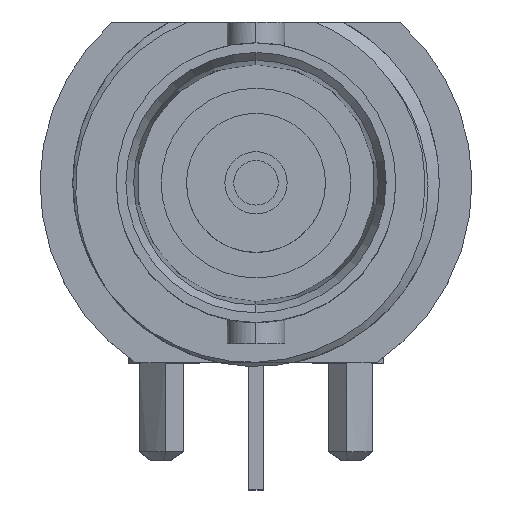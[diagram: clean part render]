
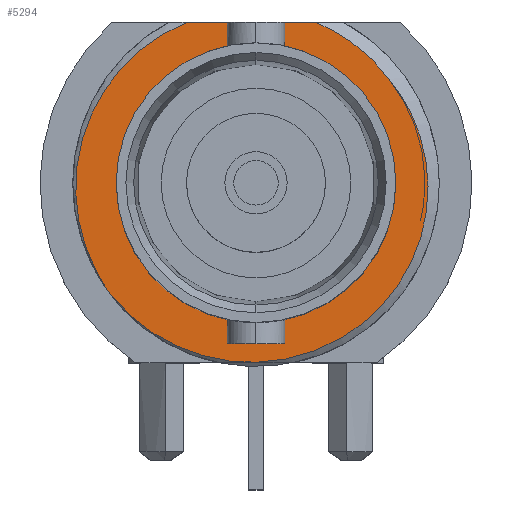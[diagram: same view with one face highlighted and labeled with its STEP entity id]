
A CAD part, top view. The second image highlights one B-rep face of the part: STEP entity #5294.
In plain terms, the highlighted planar face has unit normal (0, 0, 1).
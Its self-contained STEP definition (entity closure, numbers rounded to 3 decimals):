
#121=CARTESIAN_POINT('',(0.,0.,-10.67));
#122=DIRECTION('',(0.,0.,-1.));
#123=DIRECTION('',(0.,-1.,0.));
#124=AXIS2_PLACEMENT_3D('',#121,#122,#123);
#1120=DIRECTION('',(-1.,0.,0.));
#1121=VECTOR('',#1120,4.397);
#1122=CARTESIAN_POINT('',(2.04,5.51,-10.67));
#1123=LINE('',#1122,#1121);
#1124=CARTESIAN_POINT('',(4.564,3.562,-10.67));
#1125=CARTESIAN_POINT('',(4.441,3.729,-10.67));
#1126=CARTESIAN_POINT('',(4.179,4.047,-10.67));
#1127=CARTESIAN_POINT('',(3.742,4.475,-10.67));
#1128=CARTESIAN_POINT('',(3.259,4.859,-10.67));
#1129=CARTESIAN_POINT('',(2.707,5.208,-10.67));
#1130=CARTESIAN_POINT('',(2.273,5.417,-10.67));
#1131=CARTESIAN_POINT('',(2.04,5.51,-10.67));
#1133=CARTESIAN_POINT('',(-4.931,-3.88,-10.67));
#1134=CARTESIAN_POINT('',(-4.755,-4.094,-10.67));
#1135=CARTESIAN_POINT('',(-4.378,-4.492,-10.67));
#1136=CARTESIAN_POINT('',(-3.741,-5.01,-10.67));
#1137=CARTESIAN_POINT('',(-3.041,-5.44,-10.67));
#1138=CARTESIAN_POINT('',(-2.282,-5.778,-10.67));
#1139=CARTESIAN_POINT('',(-1.47,-6.013,-10.67));
#1140=CARTESIAN_POINT('',(-0.71,-6.128,-10.67));
#1141=CARTESIAN_POINT('',(0.088,-6.152,-10.67));
#1142=CARTESIAN_POINT('',(0.971,-6.056,-10.67));
#1143=CARTESIAN_POINT('',(1.879,-5.815,-10.67));
#1144=CARTESIAN_POINT('',(2.752,-5.431,-10.67));
#1145=CARTESIAN_POINT('',(3.575,-4.899,-10.67));
#1146=CARTESIAN_POINT('',(4.304,-4.236,-10.67));
#1147=CARTESIAN_POINT('',(4.905,-3.479,-10.67));
#1148=CARTESIAN_POINT('',(5.375,-2.641,-10.67));
#1149=CARTESIAN_POINT('',(5.705,-1.739,-10.67));
#1150=CARTESIAN_POINT('',(5.886,-0.791,-10.67));
#1151=CARTESIAN_POINT('',(5.911,0.156,-10.67));
#1152=CARTESIAN_POINT('',(5.787,1.09,-10.67));
#1153=CARTESIAN_POINT('',(5.519,1.981,-10.67));
#1154=CARTESIAN_POINT('',(5.114,2.818,-10.67));
#1155=CARTESIAN_POINT('',(4.762,3.323,-10.67));
#1156=CARTESIAN_POINT('',(4.564,3.562,-10.67));
#1158=CARTESIAN_POINT('',(-4.96,-3.844,
-10.67));
#1159=CARTESIAN_POINT('',(-4.956,-3.849,
-10.67));
#1160=CARTESIAN_POINT('',(-4.948,-3.861,
-10.67));
#1161=CARTESIAN_POINT('',(-4.937,-3.874,-10.67));
#1162=CARTESIAN_POINT('',(-4.931,-3.88,-10.67));
#1164=CARTESIAN_POINT('',(-2.357,5.51,-10.67));
#1165=CARTESIAN_POINT('',(-2.627,5.403,-10.67));
#1166=CARTESIAN_POINT('',(-3.146,5.151,
-10.67));
#1167=CARTESIAN_POINT('',(-3.871,4.661,
-10.67));
#1168=CARTESIAN_POINT('',(-4.516,4.072,
-10.67));
#1169=CARTESIAN_POINT('',(-5.066,3.402,
-10.67));
#1170=CARTESIAN_POINT('',(-5.517,2.66,
-10.67));
#1171=CARTESIAN_POINT('',(-5.862,1.85,
-10.67));
#1172=CARTESIAN_POINT('',(-6.09,0.99,
-10.67));
#1173=CARTESIAN_POINT('',(-6.19,0.116,
-10.67));
#1174=CARTESIAN_POINT('',(-6.167,-0.741,
-10.67));
#1175=CARTESIAN_POINT('',(-6.03,-1.573,
-10.67));
#1176=CARTESIAN_POINT('',(-5.784,-2.375,
-10.67));
#1177=CARTESIAN_POINT('',(-5.432,-3.137,
-10.67));
#1178=CARTESIAN_POINT('',(-5.13,-3.614,
-10.67));
#1179=CARTESIAN_POINT('',(-4.96,-3.844,
-10.67));
#1228=CARTESIAN_POINT('',(0.,0.,-10.67));
#1229=DIRECTION('',(0.,0.,-1.));
#1230=DIRECTION('',(0.,1.,0.));
#1231=AXIS2_PLACEMENT_3D('',#1228,#1229,#1230);
#2450=CARTESIAN_POINT('',(0.,-4.79,-10.67));
#2451=CARTESIAN_POINT('',(0.,4.79,-10.67));
#2452=VERTEX_POINT('',#2450);
#2453=VERTEX_POINT('',#2451);
#2454=VERTEX_POINT('',#1133);
#2455=VERTEX_POINT('',#1156);
#2468=CARTESIAN_POINT('',(2.04,5.51,-10.67));
#2469=CARTESIAN_POINT('',(-2.357,5.51,-10.67));
#2470=VERTEX_POINT('',#2468);
#2471=VERTEX_POINT('',#2469);
#2507=VERTEX_POINT('',#1179);
#5277=CARTESIAN_POINT('',(0.,0.,-10.67));
#5278=DIRECTION('',(0.,0.,1.));
#5279=DIRECTION('',(1.,0.,0.));
#5280=AXIS2_PLACEMENT_3D('',#5277,#5278,#5279);
#5281=PLANE('',#5280);
#5282=ORIENTED_EDGE('',*,*,#5184,.F.);
#5283=ORIENTED_EDGE('',*,*,#4228,.F.);
#5284=ORIENTED_EDGE('',*,*,#4999,.F.);
#5285=ORIENTED_EDGE('',*,*,#4997,.F.);
#5286=ORIENTED_EDGE('',*,*,#4539,.F.);
#5287=EDGE_LOOP('',(#5282,#5283,#5284,#5285,#5286));
#5288=FACE_OUTER_BOUND('',#5287,.F.);
#5289=ORIENTED_EDGE('',*,*,#2589,.F.);
#5291=ORIENTED_EDGE('',*,*,#5290,.F.);
#5292=EDGE_LOOP('',(#5289,#5291));
#5293=FACE_BOUND('',#5292,.F.);
#5294=ADVANCED_FACE('',(#5288,#5293),#5281,.T.);
#125=CIRCLE('',#124,4.79);
#1132=B_SPLINE_CURVE_WITH_KNOTS('',3,(#1124,#1125,#1126,#1127,#1128,#1129,#1130,
#1131),.UNSPECIFIED.,.F.,.F.,(4,1,1,1,1,4),(0.,0.2,0.4,0.6,0.8,1.),
.UNSPECIFIED.);
#1157=B_SPLINE_CURVE_WITH_KNOTS('',3,(#1133,#1134,#1135,#1136,#1137,#1138,#1139,
#1140,#1141,#1142,#1143,#1144,#1145,#1146,#1147,#1148,#1149,#1150,#1151,#1152,
#1153,#1154,#1155,#1156),.UNSPECIFIED.,.F.,.F.,(4,1,1,1,1,1,1,1,1,1,1,1,1,1,1,1,
1,1,1,1,1,4),(0.,0.048,0.095,0.143,
0.19,0.238,0.286,0.333,
0.381,0.429,0.476,0.524,
0.571,0.619,0.667,0.714,
0.762,0.81,0.857,0.905,
0.952,1.),.UNSPECIFIED.);
#1163=B_SPLINE_CURVE_WITH_KNOTS('',3,(#1158,#1159,#1160,#1161,#1162),
.UNSPECIFIED.,.F.,.F.,(4,1,4),(0.,0.5,1.),.UNSPECIFIED.);
#1180=B_SPLINE_CURVE_WITH_KNOTS('',3,(#1164,#1165,#1166,#1167,#1168,#1169,#1170,
#1171,#1172,#1173,#1174,#1175,#1176,#1177,#1178,#1179),.UNSPECIFIED.,.F.,.F.,(4,
1,1,1,1,1,1,1,1,1,1,1,1,4),(0.,0.077,0.154,
0.231,0.308,0.385,0.462,
0.538,0.615,0.692,0.769,
0.846,0.923,1.),.UNSPECIFIED.);
#1232=CIRCLE('',#1231,4.79);
#2589=EDGE_CURVE('',#2452,#2453,#125,.T.);
#4228=EDGE_CURVE('',#2455,#2470,#1132,.T.);
#4539=EDGE_CURVE('',#2471,#2507,#1180,.T.);
#4997=EDGE_CURVE('',#2507,#2454,#1163,.T.);
#4999=EDGE_CURVE('',#2454,#2455,#1157,.T.);
#5184=EDGE_CURVE('',#2470,#2471,#1123,.T.);
#5290=EDGE_CURVE('',#2453,#2452,#1232,.T.);
